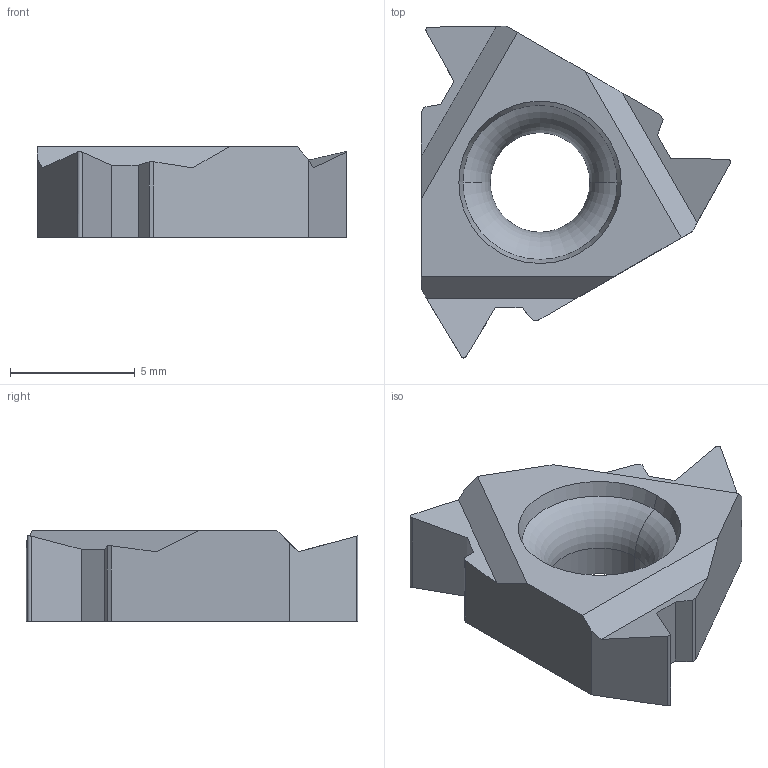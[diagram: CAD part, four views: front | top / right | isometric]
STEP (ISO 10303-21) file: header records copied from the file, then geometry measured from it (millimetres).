
FILE_DESCRIPTION((''),'2;1');
FILE_NAME('MMT16IRG60-S','2021-01-04T14:50:09',('tlyac07'),('PTC Japan'),'CREO PARAMETRIC BY PTC INC, 2018500','CREO PARAMETRIC BY PTC INC, 2018500','');
FILE_SCHEMA(('AUTOMOTIVE_DESIGN { 1 0 10303 214 1 1 1 1 }'));
Length unit declared in the file: millimetre
Products named in the file (1): MMT16IRG60-S
Bounding box: 12.41 x 13.33 x 3.65 mm (x, y, z)
Volume: 281.1 mm3; surface area: 365.2 mm2
Topology: 1 solids, 1 shells, 35 faces, 128 edges, 95 vertices
Faces by surface type: plane 26, cylinder 5, torus 2, cone 2
Entity records: 1803 total; most frequent: CARTESIAN_POINT 275, DIRECTION 211, ORIENTED_EDGE 190, PRESENTATION_STYLE_ASSIGNMENT 131, STYLED_ITEM 131, CURVE_STYLE 130, VECTOR 109, LINE 109
